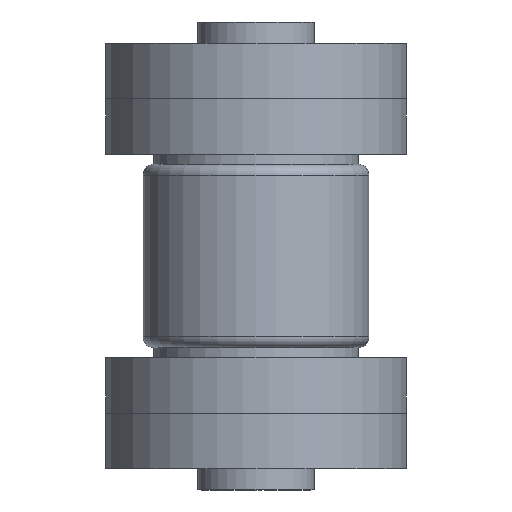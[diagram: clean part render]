
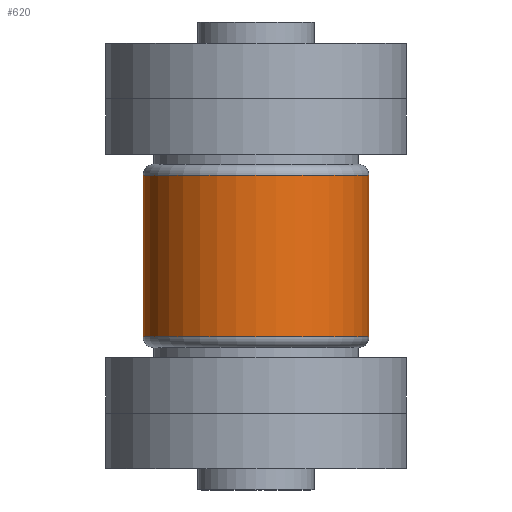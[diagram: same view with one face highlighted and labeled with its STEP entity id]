
A CAD part, left-side view. The second image highlights one B-rep face of the part: STEP entity #620.
In plain terms, the highlighted cylindrical face has radius 3.175 mm (diameter 6.35 mm), a full revolution.
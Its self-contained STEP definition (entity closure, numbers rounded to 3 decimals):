
#85=ORIENTED_EDGE('',*,*,#236,.F.);
#86=ORIENTED_EDGE('',*,*,#235,.T.);
#235=EDGE_CURVE('',#311,#311,#371,.T.);
#236=EDGE_CURVE('',#312,#312,#372,.T.);
#311=VERTEX_POINT('',#1035);
#312=VERTEX_POINT('',#1038);
#371=CIRCLE('',#687,3.175);
#372=CIRCLE('',#689,3.175);
#433=EDGE_LOOP('',(#85));
#434=EDGE_LOOP('',(#86));
#513=FACE_BOUND('',#433,.T.);
#514=FACE_BOUND('',#434,.T.);
#589=CYLINDRICAL_SURFACE('',#688,3.175);
#620=ADVANCED_FACE('',(#513,#514),#589,.T.);
#687=AXIS2_PLACEMENT_3D('',#1034,#804,#805);
#688=AXIS2_PLACEMENT_3D('',#1036,#806,#807);
#689=AXIS2_PLACEMENT_3D('',#1037,#808,#809);
#804=DIRECTION('',(0.,0.,1.));
#805=DIRECTION('',(1.,0.,0.));
#806=DIRECTION('',(0.,0.,1.));
#807=DIRECTION('',(1.,0.,0.));
#808=DIRECTION('',(0.,0.,1.));
#809=DIRECTION('',(1.,0.,0.));
#1034=CARTESIAN_POINT('',(0.,0.,-2.274));
#1035=CARTESIAN_POINT('',(3.175,0.,-2.274));
#1036=CARTESIAN_POINT('',(0.,0.,2.86));
#1037=CARTESIAN_POINT('',(0.,0.,2.274));
#1038=CARTESIAN_POINT('',(3.175,0.,2.274));
